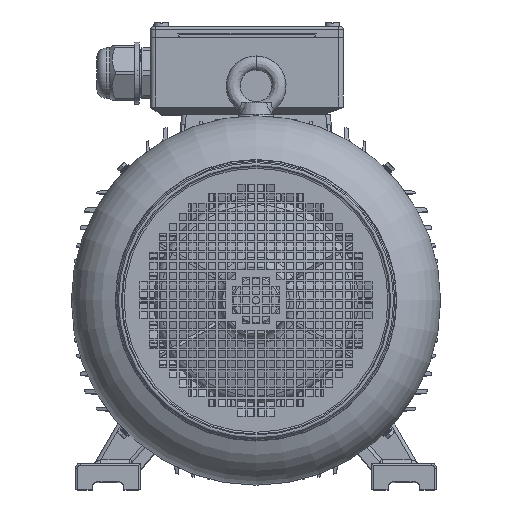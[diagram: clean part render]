
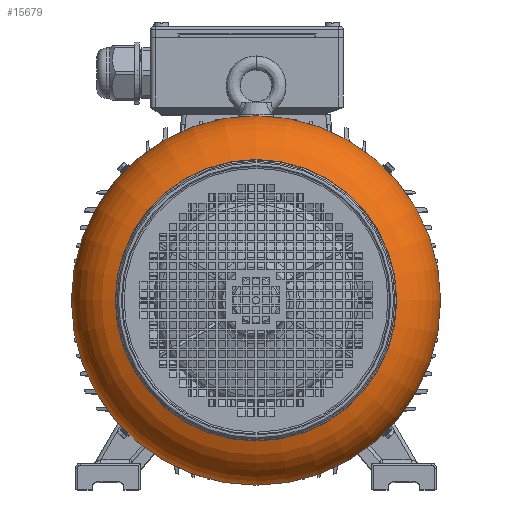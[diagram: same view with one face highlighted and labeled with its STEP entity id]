
A CAD part, top view. The second image highlights one B-rep face of the part: STEP entity #15679.
In plain terms, the highlighted toroidal (fillet/blend) face has major radius 132 mm and minor radius 66.5 mm.
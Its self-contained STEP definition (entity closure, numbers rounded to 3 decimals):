
#1369=TOROIDAL_SURFACE('',#107294,132.,66.5);
#10566=FACE_BOUND('',#28458,.T.);
#10567=FACE_BOUND('',#28459,.T.);
#15679=ADVANCED_FACE('',(#10566,#10567),#1369,.T.);
#28458=EDGE_LOOP('',(#60722));
#28459=EDGE_LOOP('',(#60723));
#60722=ORIENTED_EDGE('',*,*,#94633,.F.);
#60723=ORIENTED_EDGE('',*,*,#94634,.T.);
#84079=VERTEX_POINT('',#168806);
#84080=VERTEX_POINT('',#168809);
#94633=EDGE_CURVE('',#84079,#84079,#102745,.T.);
#94634=EDGE_CURVE('',#84080,#84080,#102746,.T.);
#102745=CIRCLE('',#107291,151.312);
#102746=CIRCLE('',#107293,198.5);
#107291=AXIS2_PLACEMENT_3D('',#168805,#123122,#123123);
#107293=AXIS2_PLACEMENT_3D('',#168808,#123126,#123127);
#107294=AXIS2_PLACEMENT_3D('',#168810,#123128,#123129);
#123122=DIRECTION('',(0.,0.,1.));
#123123=DIRECTION('',(1.,0.,0.));
#123126=DIRECTION('',(0.,0.,1.));
#123127=DIRECTION('',(1.,0.,0.));
#123128=DIRECTION('',(0.,0.,1.));
#123129=DIRECTION('',(1.,0.,0.));
#168805=CARTESIAN_POINT('',(159.373,228.4,650.479));
#168806=CARTESIAN_POINT('',(310.685,228.4,650.479));
#168808=CARTESIAN_POINT('',(159.373,228.4,586.845));
#168809=CARTESIAN_POINT('',(357.873,228.4,586.845));
#168810=CARTESIAN_POINT('',(159.373,228.4,586.845));
